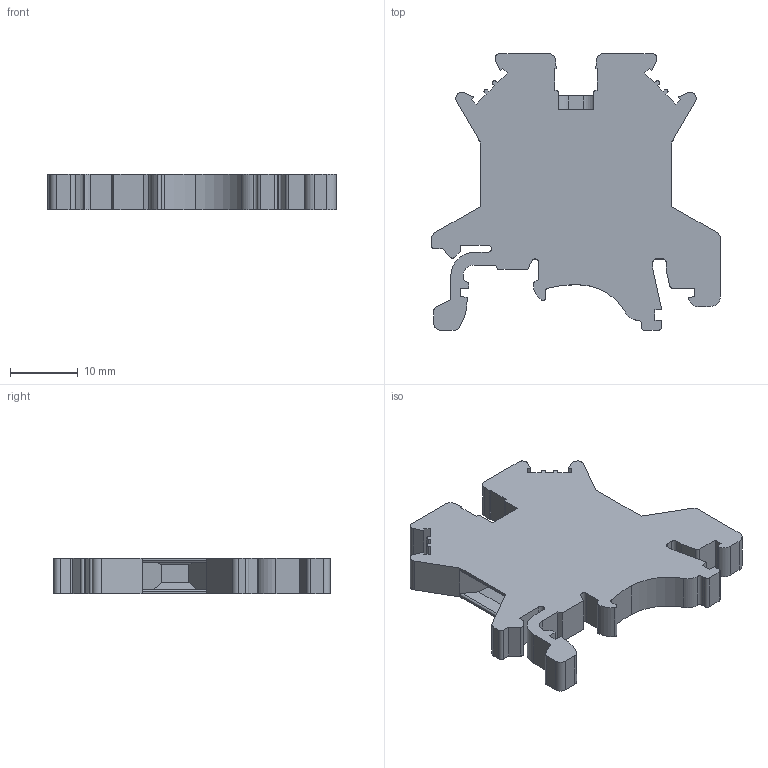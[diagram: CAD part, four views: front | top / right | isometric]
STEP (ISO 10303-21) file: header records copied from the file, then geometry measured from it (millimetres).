
FILE_DESCRIPTION((''),'2;1');
FILE_NAME('UKJ-2_5N','2021-09-01T',('Administrator'),(''),'PRO/ENGINEER BY PARAMETRIC TECHNOLOGY CORPORATION, 2013230','PRO/ENGINEER BY PARAMETRIC TECHNOLOGY CORPORATION, 2013230','');
FILE_SCHEMA(('AUTOMOTIVE_DESIGN { 1 0 10303 214 1 1 1 1 }'));
Length unit declared in the file: millimetre
Products named in the file (1): UKJ-2_5N
Bounding box: 42.5 x 40.7 x 5.2 mm (x, y, z)
Volume: 5250.7 mm3; surface area: 3635.4 mm2
Topology: 1 solids, 1 shells, 159 faces, 457 edges, 302 vertices
Faces by surface type: plane 110, cylinder 49
Entity records: 5273 total; most frequent: CARTESIAN_POINT 960, ORIENTED_EDGE 914, DIRECTION 857, EDGE_CURVE 457, VECTOR 359, LINE 359, VERTEX_POINT 302, AXIS2_PLACEMENT_3D 249
